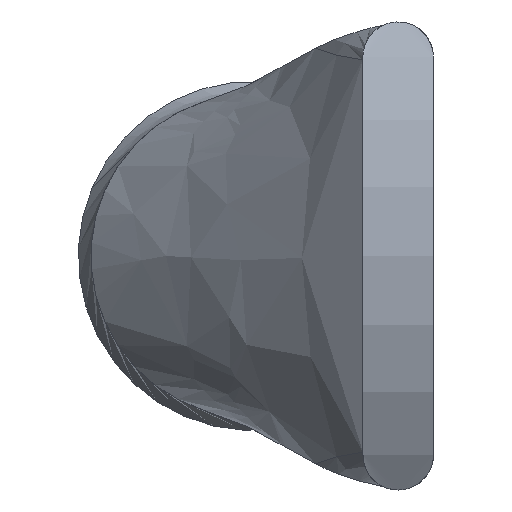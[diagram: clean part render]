
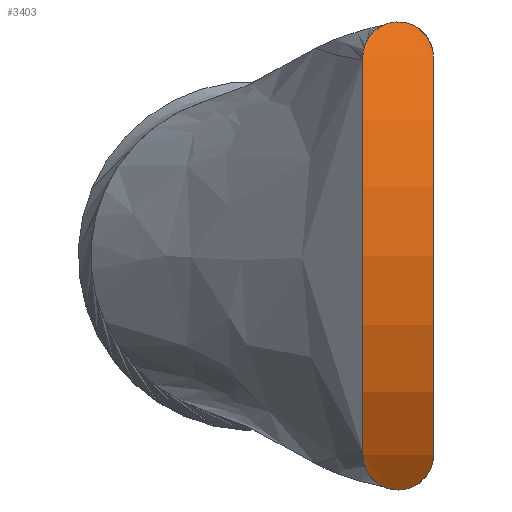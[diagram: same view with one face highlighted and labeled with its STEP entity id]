
A CAD part, left-side view. The second image highlights one B-rep face of the part: STEP entity #3403.
In plain terms, the highlighted cylindrical face has radius 16.371 mm (diameter 32.741 mm), a partial arc.
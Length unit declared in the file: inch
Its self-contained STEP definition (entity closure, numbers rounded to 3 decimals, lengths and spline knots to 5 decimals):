
#53 = CARTESIAN_POINT ( 'NONE',  ( -0.34724, 0.05002, -0.33313 ) ) ;
#64 = CARTESIAN_POINT ( 'NONE',  ( 0.20451, 0.055, 0. ) ) ;
#81 = CARTESIAN_POINT ( 'NONE',  ( -0.32728, -0.00993, 0.36413 ) ) ;
#102 = CARTESIAN_POINT ( 'NONE',  ( -0.34727, -0.05004, 0.33309 ) ) ;
#126 = CARTESIAN_POINT ( 'NONE',  ( -0.35109, -0.05252, 0.32668 ) ) ;
#184 = EDGE_CURVE ( 'NONE', #4418, #4376, #3073, .T. ) ;
#188 = CARTESIAN_POINT ( 'NONE',  ( -0.32669, 0., -0.365 ) ) ;
#208 = CARTESIAN_POINT ( 'NONE',  ( -0.33095, 0.02581, 0.35871 ) ) ;
#247 = CIRCLE ( 'NONE', #2544, 0.64451 ) ;
#276 = CARTESIAN_POINT ( 'NONE',  ( -0.3453, 0.04874, 0.33639 ) ) ;
#358 = CYLINDRICAL_SURFACE ( 'NONE', #2902, 0.64451 ) ;
#371 = CARTESIAN_POINT ( 'NONE',  ( -0.32669, 0., -0.365 ) ) ;
#497 = CARTESIAN_POINT ( 'NONE',  ( -0.35676, -0.05468, 0.31684 ) ) ;
#521 = EDGE_CURVE ( 'NONE', #4418, #3156, #3499, .T. ) ;
#536 = CARTESIAN_POINT ( 'NONE',  ( -0.35679, -0.055, -0.31686 ) ) ;
#598 = CARTESIAN_POINT ( 'NONE',  ( -0.33659, 0.03775, 0.35016 ) ) ;
#602 = EDGE_CURVE ( 'NONE', #4241, #4376, #2759, .T. ) ;
#624 = CARTESIAN_POINT ( 'NONE',  ( -0.32696, 0.00766, 0.3646 ) ) ;
#860 = CARTESIAN_POINT ( 'NONE',  ( -0.36055, -0.055, -0.31 ) ) ;
#899 = CARTESIAN_POINT ( 'NONE',  ( -0.36055, 0.055, -0.31 ) ) ;
#941 = CARTESIAN_POINT ( 'NONE',  ( -0.32677, -0.00413, 0.36488 ) ) ;
#1039 = CARTESIAN_POINT ( 'NONE',  ( -0.35295, 0.05343, -0.32349 ) ) ;
#1182 = CARTESIAN_POINT ( 'NONE',  ( -0.34005, -0.04278, 0.34475 ) ) ;
#1248 = ORIENTED_EDGE ( 'NONE', *, *, #602, .T. ) ;
#1285 = CARTESIAN_POINT ( 'NONE',  ( -0.35292, -0.05373, -0.32361 ) ) ;
#1334 = CARTESIAN_POINT ( 'NONE',  ( -0.34532, -0.04876, -0.33635 ) ) ;
#1410 = CARTESIAN_POINT ( 'NONE',  ( -0.34173, 0.0448, -0.34209 ) ) ;
#1485 = CARTESIAN_POINT ( 'NONE',  ( -0.32707, -0.00804, 0.36444 ) ) ;
#1489 = ORIENTED_EDGE ( 'NONE', *, *, #2444, .T. ) ;
#1525 = CARTESIAN_POINT ( 'NONE',  ( -0.36055, 0.055, 0.31 ) ) ;
#1534 = CARTESIAN_POINT ( 'NONE',  ( -0.34176, -0.04484, 0.34204 ) ) ;
#1621 = CARTESIAN_POINT ( 'NONE',  ( -0.33506, -0.03508, -0.35251 ) ) ;
#1668 = ORIENTED_EDGE ( 'NONE', *, *, #184, .F. ) ;
#1685 = CARTESIAN_POINT ( 'NONE',  ( -0.32893, -0.0191, -0.36171 ) ) ;
#1710 = CARTESIAN_POINT ( 'NONE',  ( -0.36055, 0.055, -0.31 ) ) ;
#1716 = DIRECTION ( 'NONE',  ( 0., 0., -1. ) ) ;
#1782 = CARTESIAN_POINT ( 'NONE',  ( -0.35107, 0.05251, -0.32671 ) ) ;
#1833 = CARTESIAN_POINT ( 'NONE',  ( -0.33501, -0.03548, 0.35263 ) ) ;
#1906 = CARTESIAN_POINT ( 'NONE',  ( -0.36055, -0.055, 0.31 ) ) ;
#1945 = CARTESIAN_POINT ( 'NONE',  ( -0.36055, -0.055, -0.31 ) ) ;
#1966 = CARTESIAN_POINT ( 'NONE',  ( -0.3289, 0.01897, 0.36176 ) ) ;
#1989 = CARTESIAN_POINT ( 'NONE',  ( -0.33227, -0.02921, -0.35674 ) ) ;
#2038 = CARTESIAN_POINT ( 'NONE',  ( -0.32669, -0.00389, -0.365 ) ) ;
#2075 = DIRECTION ( 'NONE',  ( 0., 0., -1. ) ) ;
#2131 = CARTESIAN_POINT ( 'NONE',  ( -0.32705, 0.00788, -0.36447 ) ) ;
#2154 = CARTESIAN_POINT ( 'NONE',  ( -0.32669, 0.00195, -0.365 ) ) ;
#2159 = DIRECTION ( 'NONE',  ( 0., -1., 0. ) ) ;
#2322 = ORIENTED_EDGE ( 'NONE', *, *, #3236, .T. ) ;
#2338 = CARTESIAN_POINT ( 'NONE',  ( -0.3529, 0.05372, 0.32363 ) ) ;
#2358 = CARTESIAN_POINT ( 'NONE',  ( -0.33502, 0.03501, 0.35257 ) ) ;
#2444 = EDGE_CURVE ( 'NONE', #4355, #4241, #4146, .T. ) ;
#2457 = CARTESIAN_POINT ( 'NONE',  ( -0.34536, 0.04847, -0.33622 ) ) ;
#2512 = DIRECTION ( 'NONE',  ( 0., -1., 0. ) ) ;
#2518 = CARTESIAN_POINT ( 'NONE',  ( -0.35675, 0.05468, -0.31685 ) ) ;
#2544 = AXIS2_PLACEMENT_3D ( 'NONE', #3263, #2512, #3619 ) ;
#2594 = CARTESIAN_POINT ( 'NONE',  ( -0.33213, -0.02963, 0.35696 ) ) ;
#2631 = CARTESIAN_POINT ( 'NONE',  ( -0.34539, -0.0485, 0.33617 ) ) ;
#2650 = CARTESIAN_POINT ( 'NONE',  ( -0.34156, 0.04501, 0.3424 ) ) ;
#2728 = EDGE_LOOP ( 'NONE', ( #2322, #1489, #1248, #1668, #3899 ) ) ;
#2759 = B_SPLINE_CURVE_WITH_KNOTS ( 'NONE', 3,
 ( #188, #2038, #3763, #3034, #1685, #3787, #1989, #1621, #3813, #3061, #1334, #1285, #536, #1945 ),
 .UNSPECIFIED., .F., .F.,
 ( 4, 2, 2, 2, 2, 2, 4 ),
 ( 0.50092, 0.5633, 0.62569, 0.68807, 0.75046, 0.87523, 1. ),
 .UNSPECIFIED. ) ;
#2858 = CARTESIAN_POINT ( 'NONE',  ( -0.32892, 0.01907, -0.36173 ) ) ;
#2902 = AXIS2_PLACEMENT_3D ( 'NONE', #64, #3944, #2075 ) ;
#3034 = CARTESIAN_POINT ( 'NONE',  ( -0.32809, -0.01537, -0.36295 ) ) ;
#3061 = CARTESIAN_POINT ( 'NONE',  ( -0.3416, -0.04504, -0.34234 ) ) ;
#3073 = CIRCLE ( 'NONE', #4429, 0.64451 ) ;
#3089 = CARTESIAN_POINT ( 'NONE',  ( -0.33224, 0.02912, 0.3568 ) ) ;
#3117 = CARTESIAN_POINT ( 'NONE',  ( -0.32676, 0.00396, -0.36489 ) ) ;
#3156 = VERTEX_POINT ( 'NONE', #1525 ) ;
#3170 = CARTESIAN_POINT ( 'NONE',  ( -0.34002, 0.04273, -0.34481 ) ) ;
#3194 = CARTESIAN_POINT ( 'NONE',  ( -0.33209, 0.02953, -0.35702 ) ) ;
#3199 = CARTESIAN_POINT ( 'NONE',  ( -0.32669, 0., -0.365 ) ) ;
#3217 = CARTESIAN_POINT ( 'NONE',  ( -0.35867, 0.055, -0.31343 ) ) ;
#3236 = EDGE_CURVE ( 'NONE', #3156, #4355, #247, .T. ) ;
#3251 = CARTESIAN_POINT ( 'NONE',  ( -0.32814, -0.01561, 0.36288 ) ) ;
#3263 = CARTESIAN_POINT ( 'NONE',  ( 0.20451, 0.055, 0. ) ) ;
#3274 = CARTESIAN_POINT ( 'NONE',  ( -0.35297, -0.05343, 0.32346 ) ) ;
#3302 = CARTESIAN_POINT ( 'NONE',  ( -0.36055, -0.055, 0.31 ) ) ;
#3367 = CARTESIAN_POINT ( 'NONE',  ( -0.35678, 0.055, 0.31687 ) ) ;
#3389 = CARTESIAN_POINT ( 'NONE',  ( -0.32669, -0.00211, 0.36499 ) ) ;
#3403 = ADVANCED_FACE ( 'NONE', ( #4216 ), #358, .T. ) ;
#3456 = CARTESIAN_POINT ( 'NONE',  ( -0.36055, 0.055, 0.31 ) ) ;
#3489 = CARTESIAN_POINT ( 'NONE',  ( 0.20451, -0.055, 0. ) ) ;
#3499 = B_SPLINE_CURVE_WITH_KNOTS ( 'NONE', 3,
 ( #3302, #4413, #497, #3274, #126, #102, #2631, #1534, #1182, #1833, #2594, #4024, #3251, #81, #1485, #941, #3389, #4521, #624, #3739, #1966, #208, #3089, #2358, #598, #2650, #276, #2338, #3367, #3456 ),
 .UNSPECIFIED., .F., .F.,
 ( 4, 2, 2, 2, 2, 2, 2, 2, 2, 2, 2, 2, 2, 2, 4 ),
 ( 0., 0.0625, 0.125, 0.1875, 0.25, 0.375, 0.4375, 0.46875, 0.5, 0.5625, 0.625, 0.6875, 0.75, 0.875, 1. ),
 .UNSPECIFIED. ) ;
#3619 = DIRECTION ( 'NONE',  ( 0., 0., -1. ) ) ;
#3739 = CARTESIAN_POINT ( 'NONE',  ( -0.32806, 0.01524, 0.36299 ) ) ;
#3763 = CARTESIAN_POINT ( 'NONE',  ( -0.32698, -0.00782, -0.36458 ) ) ;
#3787 = CARTESIAN_POINT ( 'NONE',  ( -0.33099, -0.02591, -0.35866 ) ) ;
#3813 = CARTESIAN_POINT ( 'NONE',  ( -0.33663, -0.03781, -0.3501 ) ) ;
#3866 = CARTESIAN_POINT ( 'NONE',  ( -0.32811, 0.01548, -0.36292 ) ) ;
#3888 = CARTESIAN_POINT ( 'NONE',  ( -0.33498, 0.03541, -0.35269 ) ) ;
#3899 = ORIENTED_EDGE ( 'NONE', *, *, #521, .T. ) ;
#3944 = DIRECTION ( 'NONE',  ( 0., -1., 0. ) ) ;
#4024 = CARTESIAN_POINT ( 'NONE',  ( -0.32895, -0.0192, 0.36168 ) ) ;
#4146 = B_SPLINE_CURVE_WITH_KNOTS ( 'NONE', 3,
 ( #1710, #3217, #2518, #1039, #1782, #53, #2457, #1410, #3170, #3888, #3194, #2858, #3866, #4299, #2131, #3117, #2154, #371 ),
 .UNSPECIFIED., .F., .F.,
 ( 4, 2, 2, 2, 2, 2, 2, 2, 4 ),
 ( 0., 0.06261, 0.12523, 0.18784, 0.25046, 0.37569, 0.4383, 0.46961, 0.50092 ),
 .UNSPECIFIED. ) ;
#4216 = FACE_OUTER_BOUND ( 'NONE', #2728, .T. ) ;
#4241 = VERTEX_POINT ( 'NONE', #3199 ) ;
#4299 = CARTESIAN_POINT ( 'NONE',  ( -0.32726, 0.00978, -0.36416 ) ) ;
#4355 = VERTEX_POINT ( 'NONE', #899 ) ;
#4376 = VERTEX_POINT ( 'NONE', #860 ) ;
#4413 = CARTESIAN_POINT ( 'NONE',  ( -0.35867, -0.055, 0.31343 ) ) ;
#4418 = VERTEX_POINT ( 'NONE', #1906 ) ;
#4429 = AXIS2_PLACEMENT_3D ( 'NONE', #3489, #2159, #1716 ) ;
#4521 = CARTESIAN_POINT ( 'NONE',  ( -0.32668, 0.00371, 0.36501 ) ) ;
